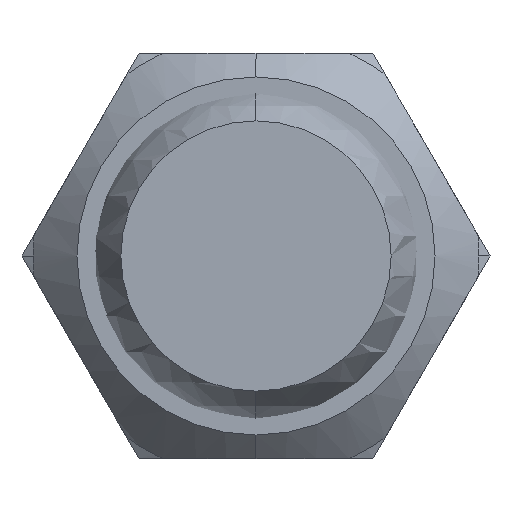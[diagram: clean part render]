
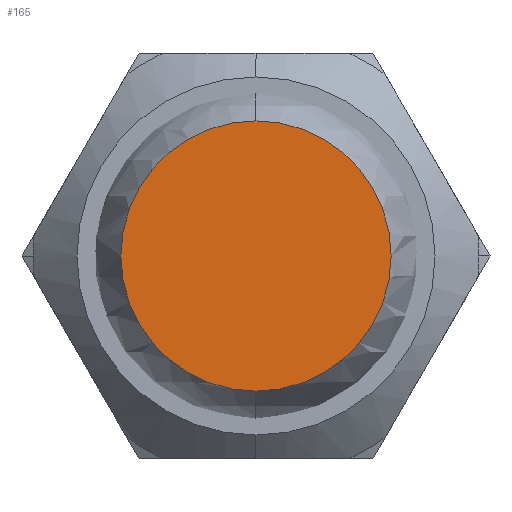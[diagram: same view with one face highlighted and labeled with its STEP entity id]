
A CAD part, left-side view. The second image highlights one B-rep face of the part: STEP entity #165.
In plain terms, the highlighted planar face has unit normal (-1, 0, 0).
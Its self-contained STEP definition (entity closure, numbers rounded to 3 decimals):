
#165=ADVANCED_FACE('',(#347),#348,.T.);
#347=FACE_OUTER_BOUND('',#558,.T.);
#348=PLANE('',#559);
#558=EDGE_LOOP('',(#942,#943));
#559=AXIS2_PLACEMENT_3D('',#944,#945,#946);
#942=ORIENTED_EDGE('',*,*,#1323,.F.);
#943=ORIENTED_EDGE('',*,*,#1326,.F.);
#944=CARTESIAN_POINT('',(-27.3,0.0,0.));
#945=DIRECTION('',(-1.0,0.0,0.));
#946=DIRECTION('',(0.,0.0,1.0));
#1323=EDGE_CURVE('',#1591,#1593,#1594,.T.);
#1326=EDGE_CURVE('',#1593,#1591,#1597,.T.);
#1591=VERTEX_POINT('',#2002);
#1593=VERTEX_POINT('',#2004);
#1594=CIRCLE('',#2005,10.0);
#1597=CIRCLE('',#2008,10.0);
#2002=CARTESIAN_POINT('',(-27.3,0.,-10.0));
#2004=CARTESIAN_POINT('',(-27.3,0.,10.0));
#2005=AXIS2_PLACEMENT_3D('',#2580,#2581,#2582);
#2008=AXIS2_PLACEMENT_3D('',#2586,#2587,#2588);
#2580=CARTESIAN_POINT('',(-27.3,0.0,0.));
#2581=DIRECTION('',(1.0,0.0,0.));
#2582=DIRECTION('',(0.,0.0,1.0));
#2586=CARTESIAN_POINT('',(-27.3,0.0,0.));
#2587=DIRECTION('',(1.0,0.0,0.));
#2588=DIRECTION('',(0.,0.0,1.0));
